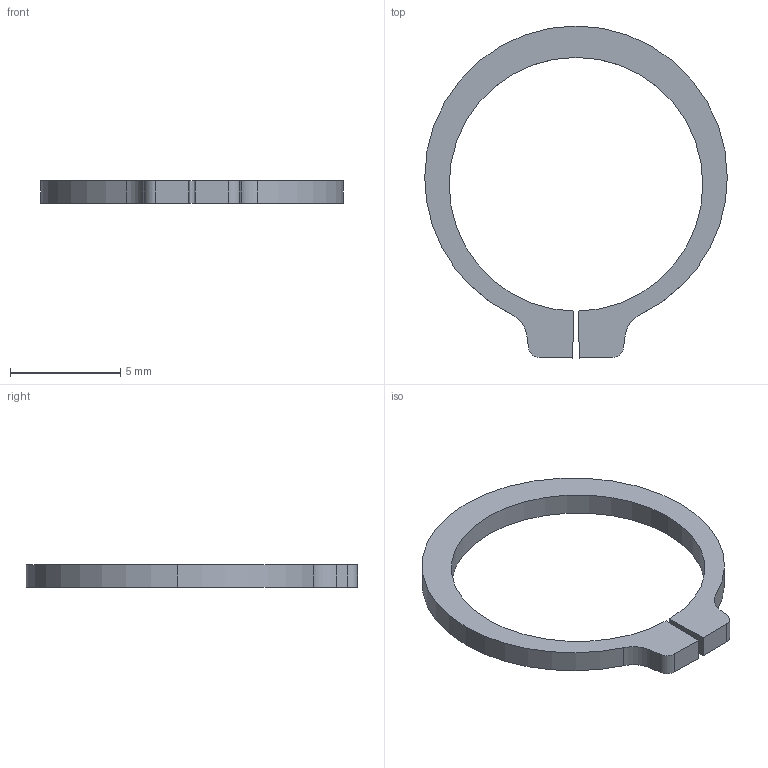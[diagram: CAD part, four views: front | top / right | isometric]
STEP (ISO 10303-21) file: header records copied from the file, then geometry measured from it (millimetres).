
FILE_DESCRIPTION (( 'STEP AP214' ), '1' );
FILE_NAME ('basic external retaining ring_am-1.STEP', '2022-01-23T08:57:39', ( '' ), ( '' ), 'SwSTEP 2.0', 'SolidWorks 2021', '' );
FILE_SCHEMA (( 'AUTOMOTIVE_DESIGN' ));
Length unit declared in the file: millimetre
Products named in the file (1): basic external retaining ring_am-1
Bounding box: 13.72 x 15.05 x 1 mm (x, y, z)
Volume: 48.9 mm3; surface area: 188.6 mm2
Topology: 1 solids, 1 shells, 24 faces, 60 edges, 40 vertices
Faces by surface type: cylinder 14, plane 10
Entity records: 766 total; most frequent: DIRECTION 138, CARTESIAN_POINT 125, ORIENTED_EDGE 120, EDGE_CURVE 60, AXIS2_PLACEMENT_3D 53, VERTEX_POINT 40, LINE 32, VECTOR 32
